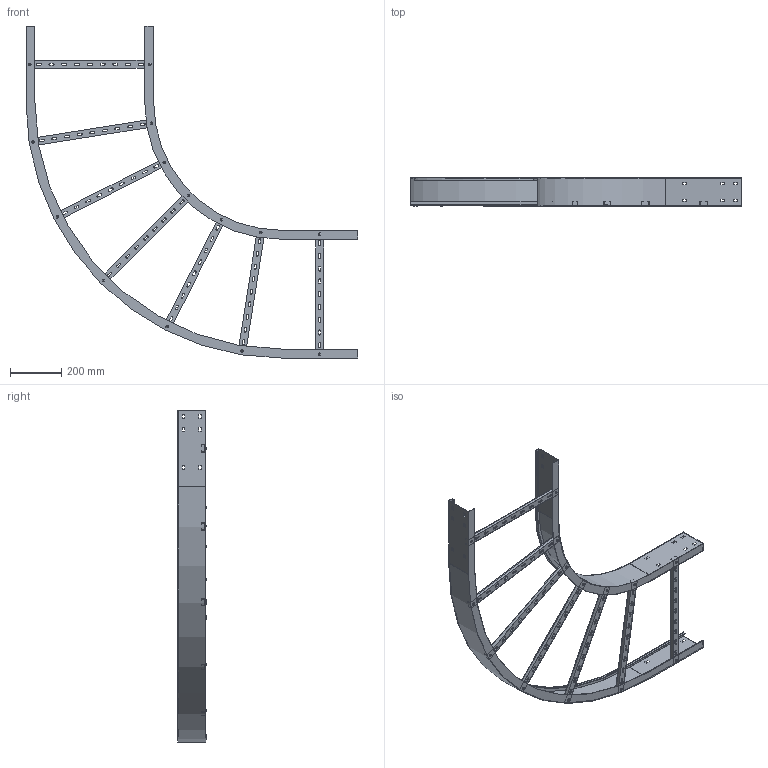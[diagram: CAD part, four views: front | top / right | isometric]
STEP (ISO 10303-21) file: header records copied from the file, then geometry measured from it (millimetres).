
FILE_DESCRIPTION (( 'STEP AP214' ), '1' );
FILE_NAME ('6312545.STP', '2020-05-08T11:50:44', ( '' ), ( '' ), 'SwSTEP 2.0', 'SolidWorks 2018', '' );
FILE_SCHEMA (( 'AUTOMOTIVE_DESIGN' ));
Length unit declared in the file: millimetre
Products named in the file (5): KTS 05.012-076_Innenholm 110 x R0500; KTS 05.012-077_Auáenholm 110 x R1000; KTS 14.041-005_3.5mm; 6312545; KTS 05.018-012_L=495
Assembly tree (23 placements, depth 2):
  6312545
    KTS 05.012-076_Innenholm 110 x R0500
    KTS 05.012-077_Auáenholm 110 x R1000
    KTS 05.018-012_L=495  x7
    KTS 14.041-005_3.5mm  x14
Bounding box: 1300 x 111.6 x 1300 mm (x, y, z)
Volume: 1533335.6 mm3; surface area: 1681151.3 mm2
Topology: 23 solids, 23 shells, 868 faces, 2312 edges, 1504 vertices
Faces by surface type: plane 508, cylinder 276, torus 56, cone 28
Entity records: 8760 total; most frequent: CARTESIAN_POINT 1483, ORIENTED_EDGE 1448, DIRECTION 1422, EDGE_CURVE 724, VECTOR 584, LINE 584, VERTEX_POINT 480, AXIS2_PLACEMENT_3D 419
